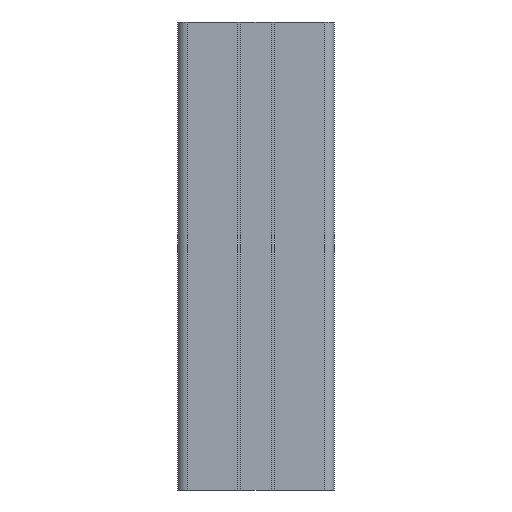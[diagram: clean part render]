
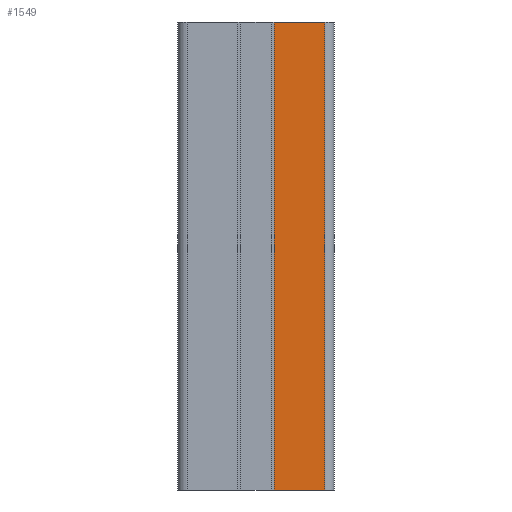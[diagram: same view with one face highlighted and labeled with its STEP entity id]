
A CAD part, front view. The second image highlights one B-rep face of the part: STEP entity #1549.
In plain terms, the highlighted planar face has unit normal (0, -1, 0).
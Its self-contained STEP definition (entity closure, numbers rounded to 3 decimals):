
#170 = CARTESIAN_POINT ( 'NONE',  ( 22., -25., -150. ) ) ;
#438 = LINE ( 'NONE', #1403, #1679 ) ;
#693 = EDGE_LOOP ( 'NONE', ( #3526, #3549, #2440, #4223 ) ) ;
#990 = CARTESIAN_POINT ( 'NONE',  ( 5.8, -25., 0. ) ) ;
#1132 = VECTOR ( 'NONE', #5676, 1000. ) ;
#1173 = LINE ( 'NONE', #170, #2622 ) ;
#1290 = AXIS2_PLACEMENT_3D ( 'NONE', #4913, #4944, #3473 ) ;
#1403 = CARTESIAN_POINT ( 'NONE',  ( 5.8, -25., -150. ) ) ;
#1549 = ADVANCED_FACE ( 'NONE', ( #4556 ), #3928, .T. ) ;
#1679 = VECTOR ( 'NONE', #3864, 1000. ) ;
#2037 = CARTESIAN_POINT ( 'NONE',  ( 22., -25., -150. ) ) ;
#2125 = DIRECTION ( 'NONE',  ( 0., 0., 1. ) ) ;
#2246 = LINE ( 'NONE', #4068, #2991 ) ;
#2440 = ORIENTED_EDGE ( 'NONE', *, *, #6167, .T. ) ;
#2622 = VECTOR ( 'NONE', #2125, 1000. ) ;
#2646 = EDGE_CURVE ( 'NONE', #2907, #3271, #438, .T. ) ;
#2663 = CARTESIAN_POINT ( 'NONE',  ( 5.8, -25., -150. ) ) ;
#2756 = EDGE_CURVE ( 'NONE', #2787, #2760, #1173, .T. ) ;
#2760 = VERTEX_POINT ( 'NONE', #4976 ) ;
#2787 = VERTEX_POINT ( 'NONE', #2037 ) ;
#2907 = VERTEX_POINT ( 'NONE', #2663 ) ;
#2991 = VECTOR ( 'NONE', #4196, 1000. ) ;
#3271 = VERTEX_POINT ( 'NONE', #990 ) ;
#3473 = DIRECTION ( 'NONE',  ( 1., 0., 0. ) ) ;
#3526 = ORIENTED_EDGE ( 'NONE', *, *, #4764, .F. ) ;
#3549 = ORIENTED_EDGE ( 'NONE', *, *, #2646, .F. ) ;
#3657 = LINE ( 'NONE', #5166, #1132 ) ;
#3864 = DIRECTION ( 'NONE',  ( 0., 0., 1. ) ) ;
#3928 = PLANE ( 'NONE',  #1290 ) ;
#4068 = CARTESIAN_POINT ( 'NONE',  ( 5.8, -25., 0. ) ) ;
#4196 = DIRECTION ( 'NONE',  ( 1., 0., 0. ) ) ;
#4223 = ORIENTED_EDGE ( 'NONE', *, *, #2756, .T. ) ;
#4556 = FACE_OUTER_BOUND ( 'NONE', #693, .T. ) ;
#4764 = EDGE_CURVE ( 'NONE', #3271, #2760, #2246, .T. ) ;
#4913 = CARTESIAN_POINT ( 'NONE',  ( 5.8, -25., -150. ) ) ;
#4944 = DIRECTION ( 'NONE',  ( 0., -1., 0. ) ) ;
#4976 = CARTESIAN_POINT ( 'NONE',  ( 22., -25., 0. ) ) ;
#5166 = CARTESIAN_POINT ( 'NONE',  ( 5.8, -25., -150. ) ) ;
#5676 = DIRECTION ( 'NONE',  ( 1., 0., 0. ) ) ;
#6167 = EDGE_CURVE ( 'NONE', #2907, #2787, #3657, .T. ) ;
